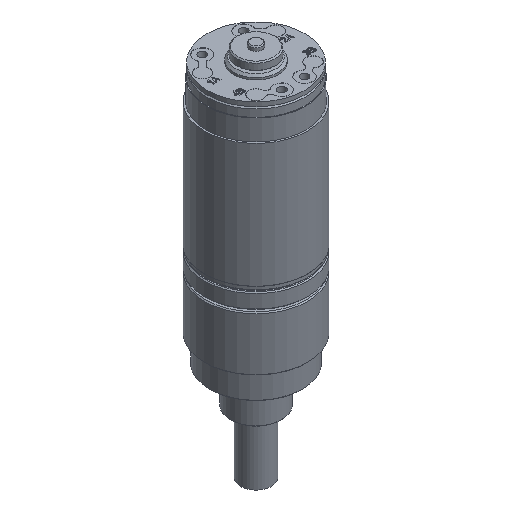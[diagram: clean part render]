
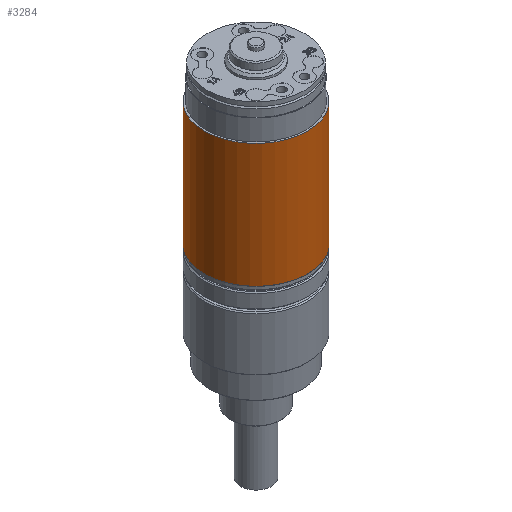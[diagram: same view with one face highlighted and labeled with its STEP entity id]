
A CAD part, isometric view. The second image highlights one B-rep face of the part: STEP entity #3284.
In plain terms, the highlighted cylindrical face has radius 5 mm (diameter 10 mm), a full revolution.
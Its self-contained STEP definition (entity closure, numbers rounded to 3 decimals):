
#758=FACE_BOUND('',#1190,.T.);
#952=FACE_OUTER_BOUND('',#1189,.T.);
#1189=EDGE_LOOP('',(#2811));
#1190=EDGE_LOOP('',(#2812));
#1332=CIRCLE('',#3530,5.);
#1333=CIRCLE('',#3532,5.);
#1624=VERTEX_POINT('',#6837);
#1625=VERTEX_POINT('',#6840);
#2033=EDGE_CURVE('',#1624,#1624,#1332,.T.);
#2034=EDGE_CURVE('',#1625,#1625,#1333,.T.);
#2811=ORIENTED_EDGE('',*,*,#2034,.F.);
#2812=ORIENTED_EDGE('',*,*,#2033,.T.);
#2916=CYLINDRICAL_SURFACE('',#3531,5.);
#3284=ADVANCED_FACE('',(#952,#758),#2916,.T.);
#3530=AXIS2_PLACEMENT_3D('',#6838,#4266,#4267);
#3531=AXIS2_PLACEMENT_3D('',#6839,#4268,#4269);
#3532=AXIS2_PLACEMENT_3D('',#6841,#4270,#4271);
#4266=DIRECTION('center_axis',(0.,0.,1.));
#4267=DIRECTION('ref_axis',(0.,-1.,0.));
#4268=DIRECTION('center_axis',(0.,0.,1.));
#4269=DIRECTION('ref_axis',(0.,-1.,0.));
#4270=DIRECTION('center_axis',(0.,0.,1.));
#4271=DIRECTION('ref_axis',(0.,-1.,0.));
#6837=CARTESIAN_POINT('',(0.,-5.,7.874));
#6838=CARTESIAN_POINT('Origin',(0.,0.,
7.874));
#6839=CARTESIAN_POINT('Origin',(0.,0.,
13.874));
#6840=CARTESIAN_POINT('',(0.,-5.,19.874));
#6841=CARTESIAN_POINT('Origin',(0.,0.,
19.874));
